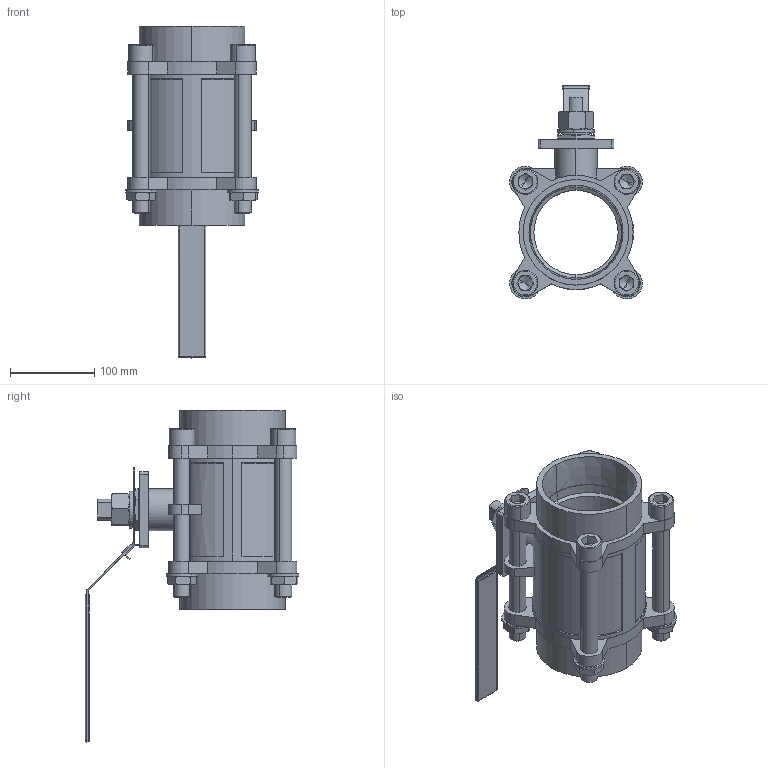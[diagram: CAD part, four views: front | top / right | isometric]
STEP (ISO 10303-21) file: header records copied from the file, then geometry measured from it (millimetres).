
FILE_DESCRIPTION (( 'STEP AP203' ), '1' );
FILE_NAME ('V-105MT-PN40-DN100.STEP', '2019-11-15T09:01:05', ( '' ), ( '' ), 'SwSTEP 2.0', 'SolidWorks 2012', '' );
FILE_SCHEMA (( 'CONFIG_CONTROL_DESIGN' ));
Length unit declared in the file: millimetre
Products named in the file (8): V-105MT-PN40-DN100; JIS B 1181 Hexagon nut - style 1 B M24 - D --N_JIS B 1181 Hexagon nut - style 1 B M24 - D --N; JIS B 1256 Regular circular 24_JIS B 1256 Regular circular 24; ISO 4762 M20 x 180 --- 52C_ISO 4762 M20 x 180 --- 52C; Hexagon Thin Nut ISO 4035 - M20 - N_Hexagon Thin Nut ISO 4035 - M20 - N; Washer ISO 7091 - 20_Washer ISO 7091 - 20; V-105M-HANDLE_272L; V-105MT-PN40-BODY_DN100
Assembly tree (16 placements, depth 2):
  V-105MT-PN40-DN100
    V-105MT-PN40-BODY_DN100
    V-105M-HANDLE_272L
    Washer ISO 7091 - 20_Washer ISO 7091 - 20  x4
    Hexagon Thin Nut ISO 4035 - M20 - N_Hexagon Thin Nut ISO 4035 - M20 - N  x4
    ISO 4762 M20 x 180 --- 52C_ISO 4762 M20 x 180 --- 52C  x4
    JIS B 1256 Regular circular 24_JIS B 1256 Regular circular 24
    JIS B 1181 Hexagon nut - style 1 B M24 - D --N_JIS B 1181 Hexagon nut - style 1 B M24 - D --N
Bounding box: 157.21 x 253.6 x 393.62 mm (x, y, z)
Volume: 1798168 mm3; surface area: 359206.6 mm2
Topology: 16 solids, 17 shells, 667 faces, 1616 edges, 1018 vertices
Faces by surface type: plane 328, cylinder 161, cone 114, bspline 45, torus 19
Entity records: 18991 total; most frequent: CARTESIAN_POINT 6305, ORIENTED_EDGE 2448, DIRECTION 2293, EDGE_CURVE 1224, VERTEX_POINT 793, AXIS2_PLACEMENT_3D 783, VECTOR 727, LINE 727
